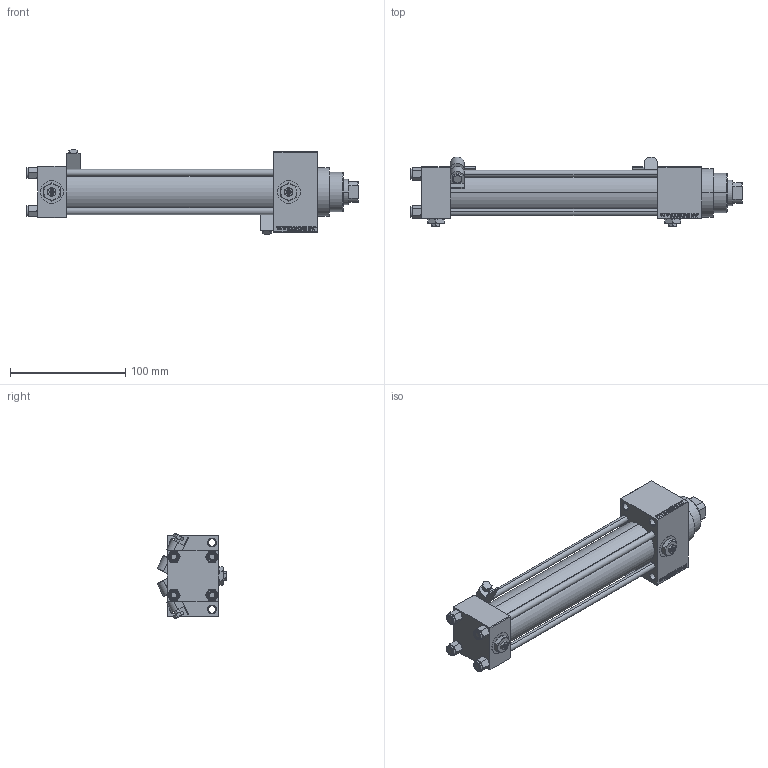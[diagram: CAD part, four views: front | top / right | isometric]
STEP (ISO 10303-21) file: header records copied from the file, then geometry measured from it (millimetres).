
FILE_DESCRIPTION (( 'STEP AP203' ), '1' );
FILE_NAME ('9586.STEP', '2023-08-23T05:39:28', ( '' ), ( '' ), 'SwSTEP 2.0', 'SolidWorks 2019', '' );
FILE_SCHEMA (( 'CONFIG_CONTROL_DESIGN' ));
Length unit declared in the file: millimetre
Products named in the file (8): MSRF_MSRG1 18eed36cc5f0c2448074e1e0a868a5fe; V215_VC_A 18eed36cc5f0c2448074e1e0a868a5fe; 9586; V215CR_VCP_D 18eed36cc5f0c2448074e1e0a868a5fe; NUT_M5_D 18eed36cc5f0c2448074e1e0a868a5fe; Zatka_pro_OIL_PORT 18eed36cc5f0c2448074e1e0a868a5fe; V215CR_D_Body 18eed36cc5f0c2448074e1e0a868a5fe; V215CR_D_TYCINKA 18eed36cc5f0c2448074e1e0a868a5fe
Assembly tree (15 placements, depth 2):
  9586
    V215CR_D_Body 18eed36cc5f0c2448074e1e0a868a5fe
    V215CR_VCP_D 18eed36cc5f0c2448074e1e0a868a5fe
    NUT_M5_D 18eed36cc5f0c2448074e1e0a868a5fe  x4
    V215CR_D_TYCINKA 18eed36cc5f0c2448074e1e0a868a5fe  x4
    V215_VC_A 18eed36cc5f0c2448074e1e0a868a5fe
    MSRF_MSRG1 18eed36cc5f0c2448074e1e0a868a5fe  x2
    Zatka_pro_OIL_PORT 18eed36cc5f0c2448074e1e0a868a5fe  x2
Bounding box: 288 x 60.66 x 74.05 mm (x, y, z)
Volume: 357323.8 mm3; surface area: 132773 mm2
Topology: 15 solids, 15 shells, 1266 faces, 3118 edges, 2005 vertices
Faces by surface type: plane 578, bspline 368, cone 184, cylinder 128, torus 8
Entity records: 50135 total; most frequent: CARTESIAN_POINT 25817, ORIENTED_EDGE 5386, DIRECTION 3579, EDGE_CURVE 2693, VERTEX_POINT 1755, VECTOR 1601, LINE 1601, EDGE_LOOP 1214
